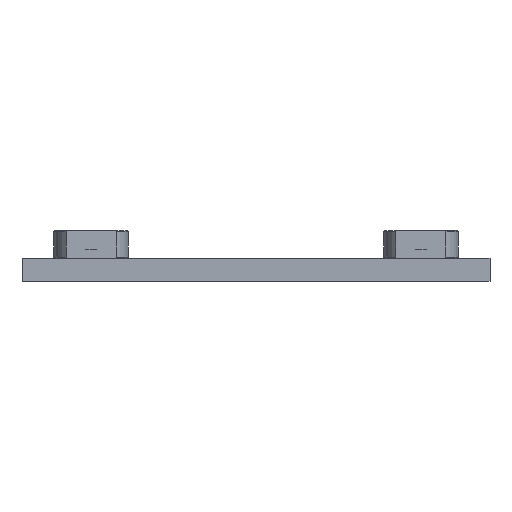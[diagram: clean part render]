
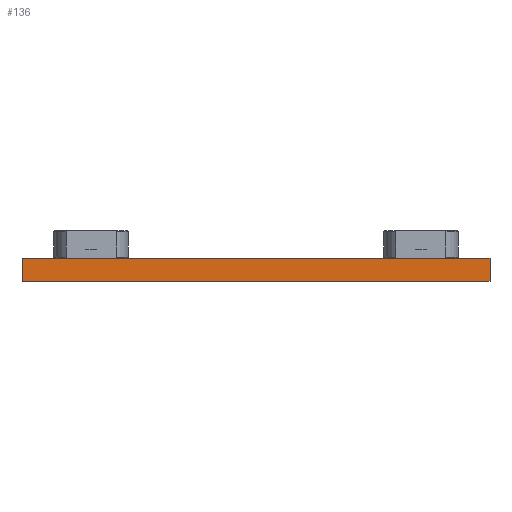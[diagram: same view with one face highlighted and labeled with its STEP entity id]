
A CAD part, front view. The second image highlights one B-rep face of the part: STEP entity #136.
In plain terms, the highlighted planar face has unit normal (0, -1, 0).
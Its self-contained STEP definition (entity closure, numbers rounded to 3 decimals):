
#136=ADVANCED_FACE('',(#415),#416,.T.);
#415=FACE_OUTER_BOUND('',#932,.T.);
#416=PLANE('',#933);
#932=EDGE_LOOP('',(#1654,#1655,#1656,#1657));
#933=AXIS2_PLACEMENT_3D('',#1658,#1659,#1660);
#1654=ORIENTED_EDGE('',*,*,#3446,.T.);
#1655=ORIENTED_EDGE('',*,*,#3439,.F.);
#1656=ORIENTED_EDGE('',*,*,#3447,.T.);
#1657=ORIENTED_EDGE('',*,*,#3444,.T.);
#1658=CARTESIAN_POINT('',(50.5,0.,0.0));
#1659=DIRECTION('',(0.0,-1.0,0.0));
#1660=DIRECTION('',(0.0,0.0,-1.0));
#3439=EDGE_CURVE('',#4147,#4142,#4149,.T.);
#3444=EDGE_CURVE('',#4157,#4155,#4158,.T.);
#3446=EDGE_CURVE('',#4155,#4142,#4160,.T.);
#3447=EDGE_CURVE('',#4147,#4157,#4161,.T.);
#4142=VERTEX_POINT('',#5242);
#4147=VERTEX_POINT('',#5249);
#4149=LINE('',#5252,#5253);
#4155=VERTEX_POINT('',#5262);
#4157=VERTEX_POINT('',#5265);
#4158=LINE('',#5266,#5267);
#4160=LINE('',#5270,#5271);
#4161=LINE('',#5272,#5273);
#5242=CARTESIAN_POINT('',(0.,0.,2.5));
#5249=CARTESIAN_POINT('',(0.,0.,0.0));
#5252=CARTESIAN_POINT('',(0.,0.,0.0));
#5253=VECTOR('',#8097,2.5);
#5262=CARTESIAN_POINT('',(50.5,0.,2.5));
#5265=CARTESIAN_POINT('',(50.5,0.,0.0));
#5266=CARTESIAN_POINT('',(50.5,0.,0.0));
#5267=VECTOR('',#8102,2.5);
#5270=CARTESIAN_POINT('',(50.5,0.,2.5));
#5271=VECTOR('',#8104,50.5);
#5272=CARTESIAN_POINT('',(0.,0.,0.0));
#5273=VECTOR('',#8105,50.5);
#8097=DIRECTION('',(0.0,0.0,1.0));
#8102=DIRECTION('',(0.0,0.0,1.0));
#8104=DIRECTION('',(-1.0,0.0,0.0));
#8105=DIRECTION('',(1.0,0.0,0.0));
